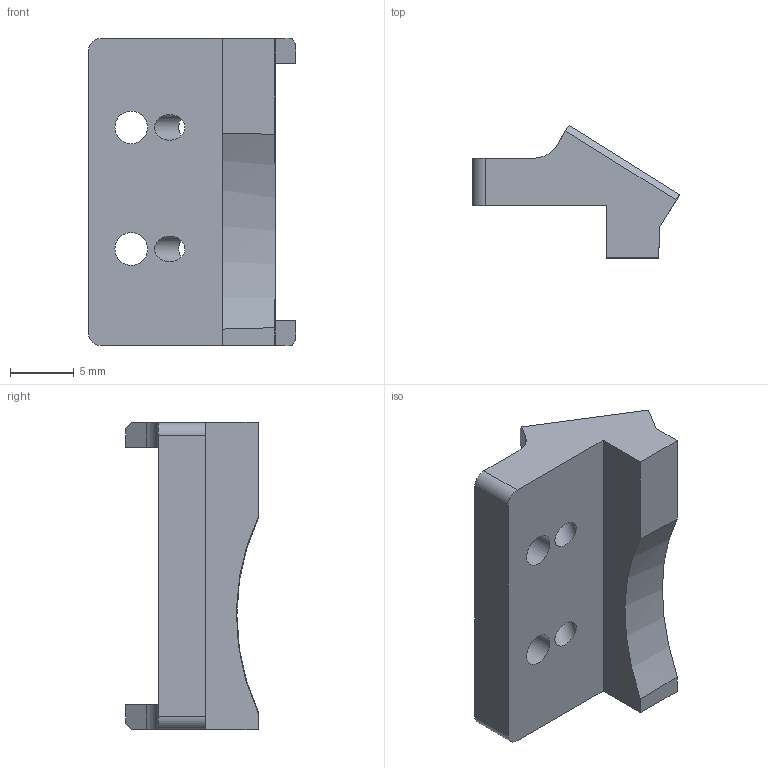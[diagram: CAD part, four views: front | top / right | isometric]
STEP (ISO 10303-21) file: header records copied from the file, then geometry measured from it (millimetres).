
FILE_DESCRIPTION (( 'STEP AP214' ), '1' );
FILE_NAME ('J6 Limit Switch Mount.STEP', '2024-03-23T21:33:21', ( '' ), ( '' ), 'SwSTEP 2.0', 'SolidWorks 2022', '' );
FILE_SCHEMA (( 'AUTOMOTIVE_DESIGN' ));
Length unit declared in the file: millimetre
Products named in the file (1): J6 Limit Switch Mount
Bounding box: 16.19 x 10.34 x 24 mm (x, y, z)
Volume: 1122.4 mm3; surface area: 1240.6 mm2
Topology: 1 solids, 1 shells, 29 faces, 81 edges, 54 vertices
Faces by surface type: plane 20, cylinder 9
Full cylindrical faces by diameter (mm): 2 x2, 2.55 x2
Entity records: 948 total; most frequent: CARTESIAN_POINT 178, ORIENTED_EDGE 150, DIRECTION 145, EDGE_CURVE 75, VECTOR 55, LINE 55, VERTEX_POINT 52, AXIS2_PLACEMENT_3D 45
